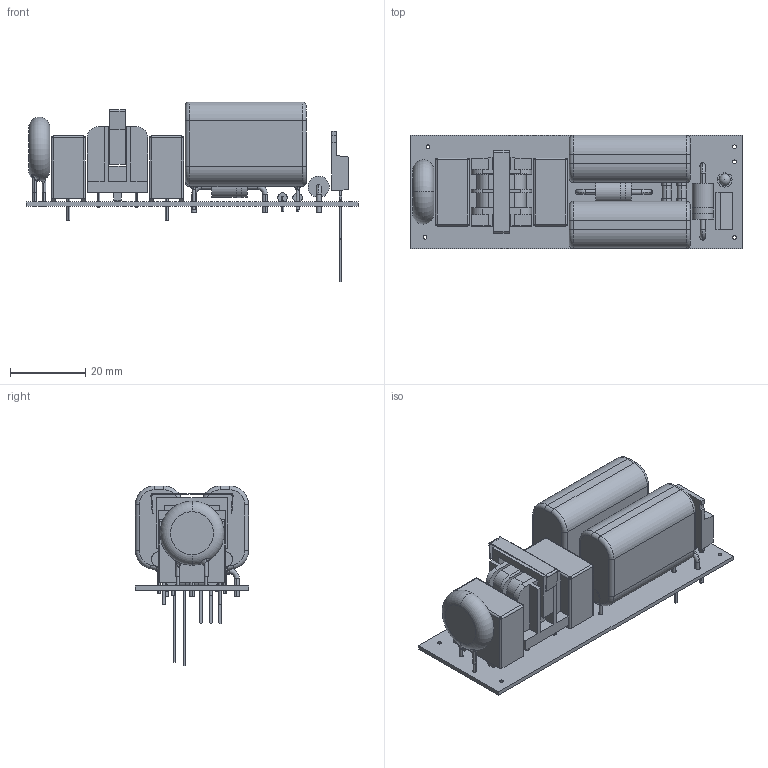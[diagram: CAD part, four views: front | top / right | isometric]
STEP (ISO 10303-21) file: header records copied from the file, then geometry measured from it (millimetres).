
FILE_DESCRIPTION(('Open CASCADE Model'),'2;1');
FILE_NAME('Open CASCADE Shape Model','2024-02-18T05:02:22',('Author'),( 'Open CASCADE'),'Open CASCADE STEP processor 7.5','Open CASCADE 7.5' ,'Unknown');
FILE_SCHEMA(('AUTOMOTIVE_DESIGN { 1 0 10303 214 1 1 1 1 }'));
Products named in the file (1): PCB
Bounding box: 88 x 30 x 47.7 mm (x, y, z)
Volume: 2933.3 mm3; surface area: 19615.8 mm2
Topology: 15 solids, 328 shells, 960 faces, 3317 edges, 2679 vertices
Faces by surface type: plane 480, cylinder 225, bspline 214, torus 40, sphere 1
Full cylindrical faces by diameter (mm): 1 x16, 1.2 x12, 1.5 x4, 3 x1, 6 x8
Entity records: 48700 total; most frequent: CARTESIAN_POINT 19923, DIRECTION 4855, ORIENTED_EDGE 4738, EDGE_CURVE 3276, VERTEX_POINT 2673, LINE 1855, VECTOR 1855, AXIS2_PLACEMENT_3D 1500
